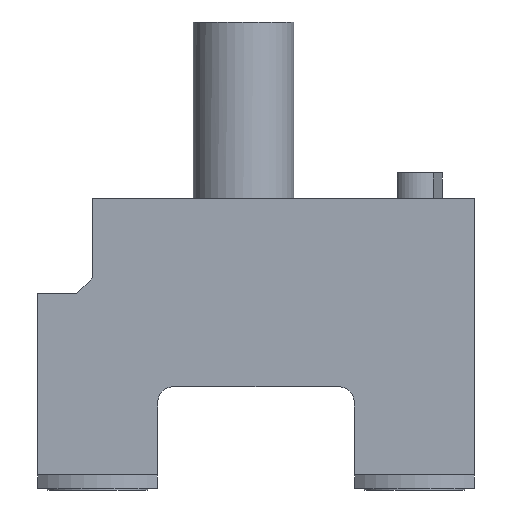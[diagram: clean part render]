
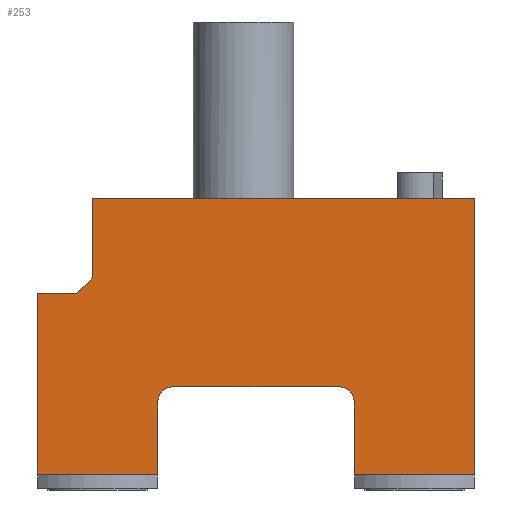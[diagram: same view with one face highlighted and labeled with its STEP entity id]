
A CAD part, front view. The second image highlights one B-rep face of the part: STEP entity #253.
In plain terms, the highlighted planar face has unit normal (0, -1, 0).
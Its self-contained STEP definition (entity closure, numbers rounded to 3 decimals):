
#45=FACE_OUTER_BOUND('',#403,.T.);
#82=PLANE('',#938);
#112=LINE('',#1745,#175);
#125=LINE('',#1775,#188);
#126=LINE('',#1777,#189);
#127=LINE('',#1782,#190);
#128=LINE('',#1783,#191);
#129=LINE('',#1785,#192);
#130=LINE('',#1787,#193);
#131=LINE('',#1789,#194);
#132=LINE('',#1791,#195);
#133=LINE('',#1793,#196);
#134=LINE('',#1795,#197);
#175=VECTOR('',#1066,1.);
#188=VECTOR('',#1087,1.);
#189=VECTOR('',#1090,1.);
#190=VECTOR('',#1093,1.);
#191=VECTOR('',#1094,1.);
#192=VECTOR('',#1095,1.);
#193=VECTOR('',#1096,1.);
#194=VECTOR('',#1097,1.);
#195=VECTOR('',#1098,1.);
#196=VECTOR('',#1099,1.);
#197=VECTOR('',#1100,1.);
#253=ADVANCED_FACE('',(#45),#82,.T.);
#311=CIRCLE('',#936,6.);
#312=CIRCLE('',#937,6.);
#403=EDGE_LOOP('',(#533,#534,#535,#536,#537,#538,#539,#540,#541,#542,#543,
#544,#545));
#533=ORIENTED_EDGE('',*,*,#789,.F.);
#534=ORIENTED_EDGE('',*,*,#790,.F.);
#535=ORIENTED_EDGE('',*,*,#791,.F.);
#536=ORIENTED_EDGE('',*,*,#773,.F.);
#537=ORIENTED_EDGE('',*,*,#788,.F.);
#538=ORIENTED_EDGE('',*,*,#792,.F.);
#539=ORIENTED_EDGE('',*,*,#793,.F.);
#540=ORIENTED_EDGE('',*,*,#794,.F.);
#541=ORIENTED_EDGE('',*,*,#795,.F.);
#542=ORIENTED_EDGE('',*,*,#796,.F.);
#543=ORIENTED_EDGE('',*,*,#797,.F.);
#544=ORIENTED_EDGE('',*,*,#798,.F.);
#545=ORIENTED_EDGE('',*,*,#799,.F.);
#688=VERTEX_POINT('',#1744);
#689=VERTEX_POINT('',#1746);
#701=VERTEX_POINT('',#1774);
#702=VERTEX_POINT('',#1778);
#703=VERTEX_POINT('',#1779);
#704=VERTEX_POINT('',#1781);
#705=VERTEX_POINT('',#1784);
#706=VERTEX_POINT('',#1786);
#707=VERTEX_POINT('',#1788);
#708=VERTEX_POINT('',#1790);
#709=VERTEX_POINT('',#1792);
#710=VERTEX_POINT('',#1794);
#711=VERTEX_POINT('',#1796);
#773=EDGE_CURVE('',#688,#689,#112,.T.);
#788=EDGE_CURVE('',#701,#688,#125,.T.);
#789=EDGE_CURVE('',#702,#703,#126,.T.);
#790=EDGE_CURVE('',#704,#702,#311,.T.);
#791=EDGE_CURVE('',#689,#704,#127,.T.);
#792=EDGE_CURVE('',#705,#701,#128,.T.);
#793=EDGE_CURVE('',#706,#705,#129,.T.);
#794=EDGE_CURVE('',#707,#706,#130,.T.);
#795=EDGE_CURVE('',#708,#707,#131,.T.);
#796=EDGE_CURVE('',#709,#708,#132,.T.);
#797=EDGE_CURVE('',#710,#709,#133,.T.);
#798=EDGE_CURVE('',#711,#710,#134,.T.);
#799=EDGE_CURVE('',#703,#711,#312,.T.);
#936=AXIS2_PLACEMENT_3D('',#1780,#1091,#1092);
#937=AXIS2_PLACEMENT_3D('',#1797,#1101,#1102);
#938=AXIS2_PLACEMENT_3D('',#1798,#1103,#1104);
#1066=DIRECTION('',(-1.,0.,0.));
#1087=DIRECTION('',(0.,0.,-1.));
#1090=DIRECTION('',(-1.,0.,0.));
#1091=DIRECTION('',(0.,-1.,0.));
#1092=DIRECTION('',(1.,0.,0.));
#1093=DIRECTION('',(0.,0.,1.));
#1094=DIRECTION('',(1.,0.,0.));
#1095=DIRECTION('',(0.,0.,1.));
#1096=DIRECTION('',(0.707,0.,0.707));
#1097=DIRECTION('',(1.,0.,0.));
#1098=DIRECTION('',(0.,0.,1.));
#1099=DIRECTION('',(-1.,0.,0.));
#1100=DIRECTION('',(0.,0.,-1.));
#1101=DIRECTION('',(0.,-1.,0.));
#1102=DIRECTION('',(1.,0.,0.));
#1103=DIRECTION('',(0.,-1.,0.));
#1104=DIRECTION('',(0.,0.,1.));
#1744=CARTESIAN_POINT('',(92.,-42.,-110.));
#1745=CARTESIAN_POINT('',(92.,-42.,-110.));
#1746=CARTESIAN_POINT('',(44.,-42.,-110.));
#1774=CARTESIAN_POINT('',(92.,-42.,0.));
#1775=CARTESIAN_POINT('',(92.,-42.,0.));
#1777=CARTESIAN_POINT('',(38.,-42.,-75.));
#1778=CARTESIAN_POINT('',(38.,-42.,-75.));
#1779=CARTESIAN_POINT('',(-28.,-42.,-75.));
#1780=CARTESIAN_POINT('',(38.,-42.,-81.));
#1781=CARTESIAN_POINT('',(44.,-42.,-81.));
#1782=CARTESIAN_POINT('',(44.,-42.,-110.));
#1783=CARTESIAN_POINT('',(-60.,-42.,0.));
#1784=CARTESIAN_POINT('',(-60.,-42.,0.));
#1785=CARTESIAN_POINT('',(-60.,-42.,-31.7));
#1786=CARTESIAN_POINT('',(-60.,-42.,-31.7));
#1787=CARTESIAN_POINT('',(-66.3,-42.,-38.));
#1788=CARTESIAN_POINT('',(-66.3,-42.,-38.));
#1789=CARTESIAN_POINT('',(-82.,-42.,-38.));
#1790=CARTESIAN_POINT('',(-82.,-42.,-38.));
#1791=CARTESIAN_POINT('',(-82.,-42.,-110.));
#1792=CARTESIAN_POINT('',(-82.,-42.,-110.));
#1793=CARTESIAN_POINT('',(-34.,-42.,-110.));
#1794=CARTESIAN_POINT('',(-34.,-42.,-110.));
#1795=CARTESIAN_POINT('',(-34.,-42.,-81.));
#1796=CARTESIAN_POINT('',(-34.,-42.,-81.));
#1797=CARTESIAN_POINT('',(-28.,-42.,-81.));
#1798=CARTESIAN_POINT('',(-28.,-42.,-81.));
